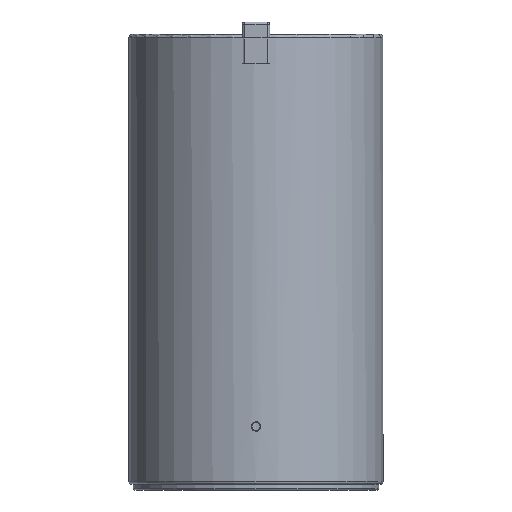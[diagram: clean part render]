
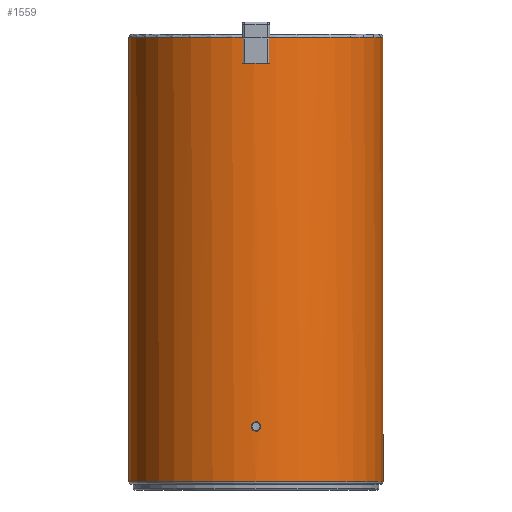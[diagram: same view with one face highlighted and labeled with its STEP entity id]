
A CAD part, front view. The second image highlights one B-rep face of the part: STEP entity #1559.
In plain terms, the highlighted cylindrical face has radius 46 mm (diameter 92 mm), a full revolution.
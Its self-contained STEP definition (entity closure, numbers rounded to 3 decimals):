
#81=FACE_BOUND('',#244,.T.);
#118=B_SPLINE_CURVE_WITH_KNOTS('',3,(#2456,#2457,#2458,#2459,#2460,#2461,
#2462,#2463,#2464,#2465),.UNSPECIFIED.,.F.,.F.,(4,2,2,2,4),(0.,0.038,
0.075,0.113,0.151),.UNSPECIFIED.);
#119=B_SPLINE_CURVE_WITH_KNOTS('',3,(#2469,#2470,#2471,#2472,#2473,#2474,
#2475,#2476,#2477,#2478),.UNSPECIFIED.,.F.,.F.,(4,2,2,2,4),(-0.151,
-0.113,-0.075,-0.038,0.),
 .UNSPECIFIED.);
#120=B_SPLINE_CURVE_WITH_KNOTS('',3,(#2484,#2485,#2486,#2487,#2488,#2489,
#2490,#2491,#2492,#2493,#2494,#2495,#2496,#2497,#2498,#2499,#2500),
 .UNSPECIFIED.,.T.,.F.,(4,1,1,1,1,1,1,1,1,1,1,1,1,1,4),(-1.582,
-1.518,-1.453,-1.388,-1.324,
-1.259,-1.195,-1.098,-1.066,-1.001,
-0.936,-0.872,-0.807,-0.743,
-0.678),.UNSPECIFIED.);
#143=FACE_OUTER_BOUND('',#243,.T.);
#243=EDGE_LOOP('',(#1112,#1113,#1114,#1115,#1116,#1117,#1118,#1119,#1120,
#1121));
#244=EDGE_LOOP('',(#1122));
#379=LINE('',#2454,#495);
#380=LINE('',#2480,#496);
#381=LINE('',#2482,#497);
#495=VECTOR('',#1958,10.);
#496=VECTOR('',#1961,10.);
#497=VECTOR('',#1964,46.);
#623=CIRCLE('',#1701,46.);
#626=CIRCLE('',#1705,46.);
#627=CIRCLE('',#1706,46.);
#628=CIRCLE('',#1707,46.);
#721=VERTEX_POINT('',#2444);
#723=VERTEX_POINT('',#2450);
#724=VERTEX_POINT('',#2451);
#725=VERTEX_POINT('',#2453);
#726=VERTEX_POINT('',#2455);
#727=VERTEX_POINT('',#2466);
#728=VERTEX_POINT('',#2468);
#729=VERTEX_POINT('',#2479);
#730=VERTEX_POINT('',#2483);
#873=EDGE_CURVE('',#721,#721,#623,.T.);
#876=EDGE_CURVE('',#723,#724,#626,.T.);
#877=EDGE_CURVE('',#723,#725,#379,.T.);
#878=EDGE_CURVE('',#726,#725,#118,.F.);
#879=EDGE_CURVE('',#726,#727,#627,.T.);
#880=EDGE_CURVE('',#728,#727,#119,.F.);
#881=EDGE_CURVE('',#728,#729,#380,.T.);
#882=EDGE_CURVE('',#724,#729,#628,.T.);
#883=EDGE_CURVE('',#724,#721,#381,.T.);
#884=EDGE_CURVE('',#730,#730,#120,.T.);
#1112=ORIENTED_EDGE('',*,*,#876,.F.);
#1113=ORIENTED_EDGE('',*,*,#877,.T.);
#1114=ORIENTED_EDGE('',*,*,#878,.F.);
#1115=ORIENTED_EDGE('',*,*,#879,.T.);
#1116=ORIENTED_EDGE('',*,*,#880,.F.);
#1117=ORIENTED_EDGE('',*,*,#881,.T.);
#1118=ORIENTED_EDGE('',*,*,#882,.F.);
#1119=ORIENTED_EDGE('',*,*,#883,.T.);
#1120=ORIENTED_EDGE('',*,*,#873,.F.);
#1121=ORIENTED_EDGE('',*,*,#883,.F.);
#1122=ORIENTED_EDGE('',*,*,#884,.F.);
#1518=CYLINDRICAL_SURFACE('',#1704,46.);
#1559=ADVANCED_FACE('',(#143,#81),#1518,.T.);
#1701=AXIS2_PLACEMENT_3D('',#2445,#1948,#1949);
#1704=AXIS2_PLACEMENT_3D('',#2449,#1954,#1955);
#1705=AXIS2_PLACEMENT_3D('',#2452,#1956,#1957);
#1706=AXIS2_PLACEMENT_3D('',#2467,#1959,#1960);
#1707=AXIS2_PLACEMENT_3D('',#2481,#1962,#1963);
#1948=DIRECTION('center_axis',(0.,0.,-1.));
#1949=DIRECTION('ref_axis',(1.,0.,0.));
#1954=DIRECTION('center_axis',(0.,0.,1.));
#1955=DIRECTION('ref_axis',(1.,0.,0.));
#1956=DIRECTION('center_axis',(0.,0.,1.));
#1957=DIRECTION('ref_axis',(0.,-1.,0.));
#1958=DIRECTION('',(0.,0.,-1.));
#1959=DIRECTION('center_axis',(0.,0.,-1.));
#1960=DIRECTION('ref_axis',(1.,0.,0.));
#1961=DIRECTION('',(0.,0.,1.));
#1962=DIRECTION('center_axis',(0.,0.,1.));
#1963=DIRECTION('ref_axis',(0.,-1.,0.));
#1964=DIRECTION('',(0.,0.,-1.));
#2444=CARTESIAN_POINT('',(-46.,0.,1.));
#2445=CARTESIAN_POINT('Origin',(0.,0.,1.));
#2449=CARTESIAN_POINT('Origin',(0.,0.,0.));
#2450=CARTESIAN_POINT('',(-2.5,45.932,162.));
#2451=CARTESIAN_POINT('',(-46.,0.,162.));
#2452=CARTESIAN_POINT('Origin',(0.,0.,162.));
#2453=CARTESIAN_POINT('',(-2.5,45.932,154.));
#2454=CARTESIAN_POINT('',(-2.5,45.932,0.));
#2455=CARTESIAN_POINT('',(-1.5,45.976,153.));
#2456=CARTESIAN_POINT('Ctrl Pts',(-2.5,45.932,154.));
#2457=CARTESIAN_POINT('Ctrl Pts',(-2.5,45.932,153.874));
#2458=CARTESIAN_POINT('Ctrl Pts',(-2.475,45.933,153.741));
#2459=CARTESIAN_POINT('Ctrl Pts',(-2.373,45.939,153.494));
#2460=CARTESIAN_POINT('Ctrl Pts',(-2.296,45.943,153.382));
#2461=CARTESIAN_POINT('Ctrl Pts',(-2.118,45.951,153.204));
#2462=CARTESIAN_POINT('Ctrl Pts',(-2.006,45.956,153.127));
#2463=CARTESIAN_POINT('Ctrl Pts',(-1.76,45.967,153.025));
#2464=CARTESIAN_POINT('Ctrl Pts',(-1.626,45.971,153.));
#2465=CARTESIAN_POINT('Ctrl Pts',(-1.5,45.976,153.));
#2466=CARTESIAN_POINT('',(1.5,45.976,153.));
#2467=CARTESIAN_POINT('Origin',(0.,0.,153.));
#2468=CARTESIAN_POINT('',(2.5,45.932,154.));
#2469=CARTESIAN_POINT('Ctrl Pts',(1.5,45.976,153.));
#2470=CARTESIAN_POINT('Ctrl Pts',(1.626,45.971,153.));
#2471=CARTESIAN_POINT('Ctrl Pts',(1.76,45.967,153.025));
#2472=CARTESIAN_POINT('Ctrl Pts',(2.006,45.956,153.127));
#2473=CARTESIAN_POINT('Ctrl Pts',(2.118,45.951,153.204));
#2474=CARTESIAN_POINT('Ctrl Pts',(2.296,45.943,153.382));
#2475=CARTESIAN_POINT('Ctrl Pts',(2.373,45.939,153.494));
#2476=CARTESIAN_POINT('Ctrl Pts',(2.475,45.933,153.741));
#2477=CARTESIAN_POINT('Ctrl Pts',(2.5,45.932,153.874));
#2478=CARTESIAN_POINT('Ctrl Pts',(2.5,45.932,154.));
#2479=CARTESIAN_POINT('',(2.5,45.932,162.));
#2480=CARTESIAN_POINT('',(2.5,45.932,0.));
#2481=CARTESIAN_POINT('Origin',(0.,0.,162.));
#2482=CARTESIAN_POINT('',(-46.,0.,0.));
#2483=CARTESIAN_POINT('',(0.,-46.,22.7));
#2484=CARTESIAN_POINT('Ctrl Pts',(0.,-46.,22.7));
#2485=CARTESIAN_POINT('Ctrl Pts',(-0.255,-46.,22.7));
#2486=CARTESIAN_POINT('Ctrl Pts',(-0.766,-45.995,
22.584));
#2487=CARTESIAN_POINT('Ctrl Pts',(-1.381,-45.98,22.096));
#2488=CARTESIAN_POINT('Ctrl Pts',(-1.721,-45.968,21.391));
#2489=CARTESIAN_POINT('Ctrl Pts',(-1.722,-45.968,20.608));
#2490=CARTESIAN_POINT('Ctrl Pts',(-1.38,-45.98,19.904));
#2491=CARTESIAN_POINT('Ctrl Pts',(-0.664,-45.998,19.333));
#2492=CARTESIAN_POINT('Ctrl Pts',(0.141,-46.002,19.243));
#2493=CARTESIAN_POINT('Ctrl Pts',(0.869,-45.993,19.498));
#2494=CARTESIAN_POINT('Ctrl Pts',(1.381,-45.98,19.904));
#2495=CARTESIAN_POINT('Ctrl Pts',(1.722,-45.968,20.609));
#2496=CARTESIAN_POINT('Ctrl Pts',(1.721,-45.968,21.391));
#2497=CARTESIAN_POINT('Ctrl Pts',(1.381,-45.98,22.096));
#2498=CARTESIAN_POINT('Ctrl Pts',(0.766,-45.995,22.584));
#2499=CARTESIAN_POINT('Ctrl Pts',(0.255,-46.,22.7));
#2500=CARTESIAN_POINT('Ctrl Pts',(0.,-46.,22.7));
